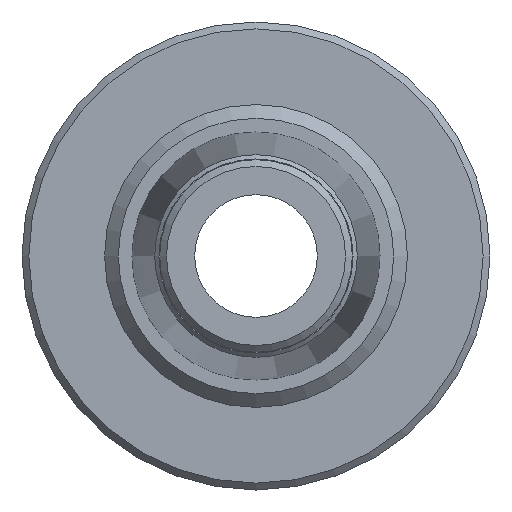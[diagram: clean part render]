
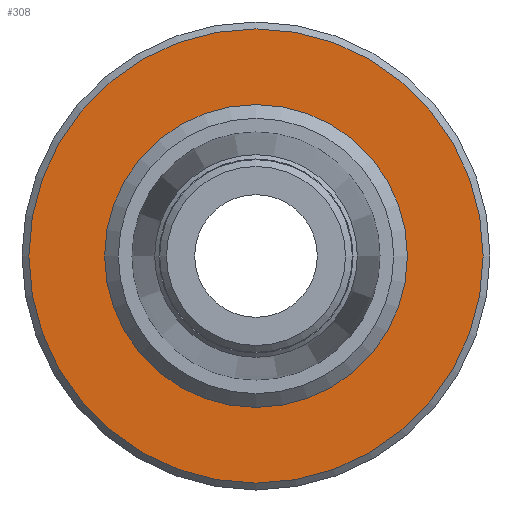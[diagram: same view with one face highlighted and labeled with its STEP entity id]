
A CAD part, left-side view. The second image highlights one B-rep face of the part: STEP entity #308.
In plain terms, the highlighted planar face has unit normal (-1, 0, 0).
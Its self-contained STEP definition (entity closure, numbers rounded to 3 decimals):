
#14=PLANE('',#346);
#35=FACE_BOUND('',#98,.T.);
#69=FACE_OUTER_BOUND('',#97,.T.);
#97=EDGE_LOOP('',(#242));
#98=EDGE_LOOP('',(#243));
#152=CIRCLE('',#345,10.4);
#153=CIRCLE('',#347,16.5);
#181=VERTEX_POINT('',#527);
#182=VERTEX_POINT('',#530);
#210=EDGE_CURVE('',#181,#181,#152,.T.);
#211=EDGE_CURVE('',#182,#182,#153,.T.);
#242=ORIENTED_EDGE('',*,*,#211,.F.);
#243=ORIENTED_EDGE('',*,*,#210,.F.);
#308=ADVANCED_FACE('',(#69,#35),#14,.T.);
#345=AXIS2_PLACEMENT_3D('',#528,#414,#415);
#346=AXIS2_PLACEMENT_3D('',#529,#416,#417);
#347=AXIS2_PLACEMENT_3D('',#531,#418,#419);
#414=DIRECTION('center_axis',(-1.,0.,0.));
#415=DIRECTION('ref_axis',(0.,-1.,0.));
#416=DIRECTION('center_axis',(-1.,0.,0.));
#417=DIRECTION('ref_axis',(0.,0.,1.));
#418=DIRECTION('center_axis',(1.,0.,0.));
#419=DIRECTION('ref_axis',(0.,-1.,0.));
#527=CARTESIAN_POINT('',(22.5,10.4,0.));
#528=CARTESIAN_POINT('Origin',(22.5,0.,0.));
#529=CARTESIAN_POINT('Origin',(22.5,13.5,0.));
#530=CARTESIAN_POINT('',(22.5,16.5,0.));
#531=CARTESIAN_POINT('Origin',(22.5,0.,0.));
